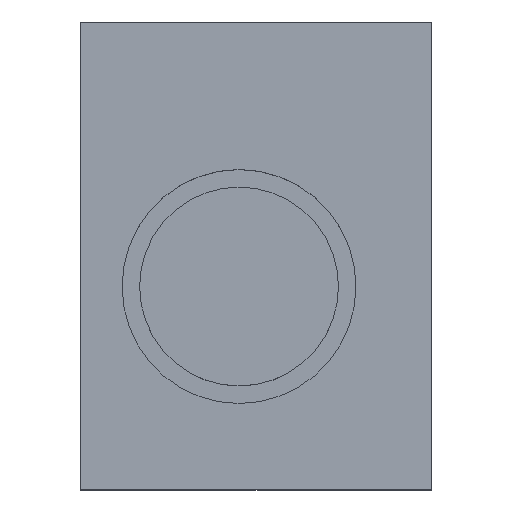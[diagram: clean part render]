
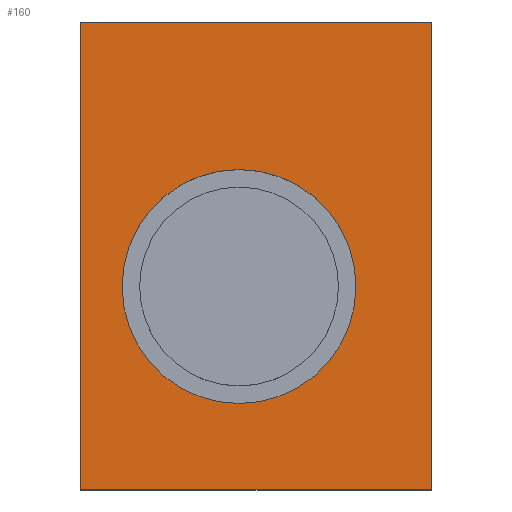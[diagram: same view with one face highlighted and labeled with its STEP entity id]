
A CAD part, top view. The second image highlights one B-rep face of the part: STEP entity #160.
In plain terms, the highlighted planar face has unit normal (0, 0, 1).
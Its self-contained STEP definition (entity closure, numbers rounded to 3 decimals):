
#16=FACE_BOUND('',#40,.T.);
#18=PLANE('',#190);
#28=FACE_OUTER_BOUND('',#39,.T.);
#39=EDGE_LOOP('',(#128,#129,#130,#131));
#40=EDGE_LOOP('',(#132,#133));
#49=LINE('',#266,#63);
#50=LINE('',#268,#64);
#51=LINE('',#270,#65);
#52=LINE('',#271,#66);
#63=VECTOR('',#221,10.);
#64=VECTOR('',#222,10.);
#65=VECTOR('',#223,10.);
#66=VECTOR('',#224,10.);
#77=CIRCLE('',#185,50.);
#78=CIRCLE('',#186,50.);
#83=VERTEX_POINT('',#253);
#84=VERTEX_POINT('',#254);
#87=VERTEX_POINT('',#264);
#88=VERTEX_POINT('',#265);
#89=VERTEX_POINT('',#267);
#90=VERTEX_POINT('',#269);
#98=EDGE_CURVE('',#83,#84,#77,.T.);
#99=EDGE_CURVE('',#84,#83,#78,.T.);
#103=EDGE_CURVE('',#87,#88,#49,.T.);
#104=EDGE_CURVE('',#88,#89,#50,.T.);
#105=EDGE_CURVE('',#89,#90,#51,.T.);
#106=EDGE_CURVE('',#90,#87,#52,.T.);
#128=ORIENTED_EDGE('',*,*,#103,.T.);
#129=ORIENTED_EDGE('',*,*,#104,.T.);
#130=ORIENTED_EDGE('',*,*,#105,.T.);
#131=ORIENTED_EDGE('',*,*,#106,.T.);
#132=ORIENTED_EDGE('',*,*,#98,.T.);
#133=ORIENTED_EDGE('',*,*,#99,.T.);
#160=ADVANCED_FACE('',(#28,#16),#18,.T.);
#185=AXIS2_PLACEMENT_3D('',#255,#208,#209);
#186=AXIS2_PLACEMENT_3D('',#256,#210,#211);
#190=AXIS2_PLACEMENT_3D('',#263,#219,#220);
#208=DIRECTION('center_axis',(0.,0.,-1.));
#209=DIRECTION('ref_axis',(1.,0.,0.));
#210=DIRECTION('center_axis',(0.,0.,-1.));
#211=DIRECTION('ref_axis',(1.,0.,0.));
#219=DIRECTION('center_axis',(0.,0.,1.));
#220=DIRECTION('ref_axis',(0.,-1.,0.));
#221=DIRECTION('',(0.,1.,0.));
#222=DIRECTION('',(-1.,0.,0.));
#223=DIRECTION('',(0.,-1.,0.));
#224=DIRECTION('',(1.,0.,0.));
#253=CARTESIAN_POINT('',(55.411,-13.076,22.001));
#254=CARTESIAN_POINT('',(-44.589,-13.076,22.001));
#255=CARTESIAN_POINT('Origin',(5.411,-13.076,22.001));
#256=CARTESIAN_POINT('Origin',(5.411,-13.076,22.001));
#263=CARTESIAN_POINT('Origin',(12.666,0.,22.001));
#264=CARTESIAN_POINT('',(87.666,-100.,22.001));
#265=CARTESIAN_POINT('',(87.666,100.,22.001));
#266=CARTESIAN_POINT('',(87.666,-100.,22.001));
#267=CARTESIAN_POINT('',(-62.334,100.,22.001));
#268=CARTESIAN_POINT('',(87.666,100.,22.001));
#269=CARTESIAN_POINT('',(-62.334,-100.,22.001));
#270=CARTESIAN_POINT('',(-62.334,100.,22.001));
#271=CARTESIAN_POINT('',(-62.334,-100.,22.001));
